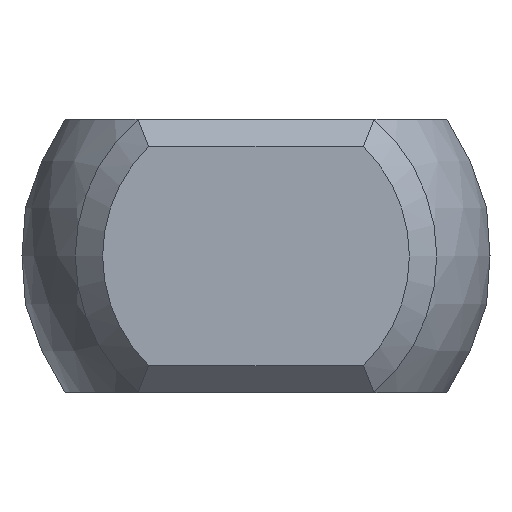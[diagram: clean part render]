
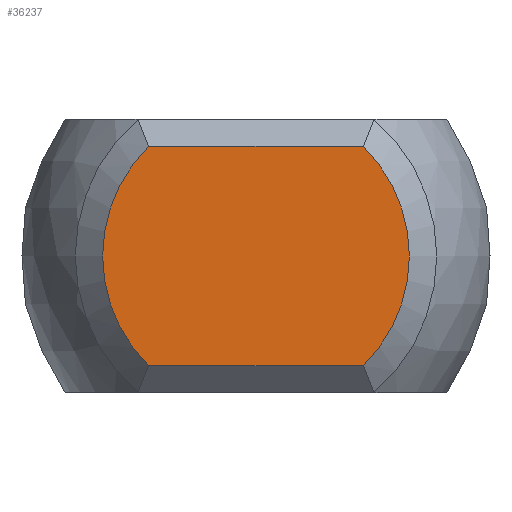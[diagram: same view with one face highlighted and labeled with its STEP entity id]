
A CAD part, left-side view. The second image highlights one B-rep face of the part: STEP entity #36237.
In plain terms, the highlighted planar face has unit normal (-1, 0, 0).
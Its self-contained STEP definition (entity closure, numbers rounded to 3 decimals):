
#33907 = PLANE('',#33908);
#33908 = AXIS2_PLACEMENT_3D('',#33909,#33910,#33911);
#33909 = CARTESIAN_POINT('',(-21.625,3.125,2.25));
#33910 = DIRECTION('',(0.707,0.,-0.707));
#33911 = DIRECTION('',(-0.707,0.,-0.707));
#35614 = EDGE_CURVE('',#35615,#35617,#35619,.T.);
#35615 = VERTEX_POINT('',#35616);
#35616 = CARTESIAN_POINT('',(-21.875,-1.96,-2.));
#35617 = VERTEX_POINT('',#35618);
#35618 = CARTESIAN_POINT('',(-21.875,-1.96,2.));
#35619 = SURFACE_CURVE('',#35620,(#35625,#35637),.PCURVE_S1.);
#35620 = CIRCLE('',#35621,2.8);
#35621 = AXIS2_PLACEMENT_3D('',#35622,#35623,#35624);
#35622 = CARTESIAN_POINT('',(-21.875,0.,0.));
#35623 = DIRECTION('',(-1.,0.,0.));
#35624 = DIRECTION('',(0.,-1.,0.));
#35625 = PCURVE('',#35626,#35631);
#35626 = CONICAL_SURFACE('',#35627,3.05,0.785);
#35627 = AXIS2_PLACEMENT_3D('',#35628,#35629,#35630);
#35628 = CARTESIAN_POINT('',(-21.625,0.,0.));
#35629 = DIRECTION('',(1.,0.,0.));
#35630 = DIRECTION('',(0.,-1.,0.));
#35631 = DEFINITIONAL_REPRESENTATION('',(#35632),#35636);
#35632 = LINE('',#35633,#35634);
#35633 = CARTESIAN_POINT('',(6.283,-0.25));
#35634 = VECTOR('',#35635,1.);
#35635 = DIRECTION('',(-1.,0.));
#35636 = ( GEOMETRIC_REPRESENTATION_CONTEXT(2) 
PARAMETRIC_REPRESENTATION_CONTEXT() REPRESENTATION_CONTEXT('2D SPACE',''
  ) );
#35637 = PCURVE('',#35638,#35643);
#35638 = PLANE('',#35639);
#35639 = AXIS2_PLACEMENT_3D('',#35640,#35641,#35642);
#35640 = CARTESIAN_POINT('',(-21.875,0.,0.));
#35641 = DIRECTION('',(1.,0.,0.));
#35642 = DIRECTION('',(0.,0.,-1.));
#35643 = DEFINITIONAL_REPRESENTATION('',(#35644),#35652);
#35644 = ( BOUNDED_CURVE() B_SPLINE_CURVE(2,(#35645,#35646,#35647,#35648
    ,#35649,#35650,#35651),.UNSPECIFIED.,.T.,.F.) 
B_SPLINE_CURVE_WITH_KNOTS((1,2,2,2,2,1),(-2.094,0.,
    2.094,4.189,6.283,8.378),
.UNSPECIFIED.) CURVE() GEOMETRIC_REPRESENTATION_ITEM() 
RATIONAL_B_SPLINE_CURVE((1.,0.5,1.,0.5,1.,0.5,1.)) REPRESENTATION_ITEM(
  '') );
#35645 = CARTESIAN_POINT('',(0.,-2.8));
#35646 = CARTESIAN_POINT('',(-4.85,-2.8));
#35647 = CARTESIAN_POINT('',(-2.425,1.4));
#35648 = CARTESIAN_POINT('',(0.,5.6));
#35649 = CARTESIAN_POINT('',(2.425,1.4));
#35650 = CARTESIAN_POINT('',(4.85,-2.8));
#35651 = CARTESIAN_POINT('',(0.,-2.8));
#35652 = ( GEOMETRIC_REPRESENTATION_CONTEXT(2) 
PARAMETRIC_REPRESENTATION_CONTEXT() REPRESENTATION_CONTEXT('2D SPACE',''
  ) );
#35670 = PLANE('',#35671);
#35671 = AXIS2_PLACEMENT_3D('',#35672,#35673,#35674);
#35672 = CARTESIAN_POINT('',(-21.625,-3.125,-2.25));
#35673 = DIRECTION('',(0.707,0.,0.707)
  );
#35674 = DIRECTION('',(0.707,0.,-0.707));
#35730 = EDGE_CURVE('',#35617,#35731,#35733,.T.);
#35731 = VERTEX_POINT('',#35732);
#35732 = CARTESIAN_POINT('',(-21.875,1.96,2.));
#35733 = SURFACE_CURVE('',#35734,(#35738,#35745),.PCURVE_S1.);
#35734 = LINE('',#35735,#35736);
#35735 = CARTESIAN_POINT('',(-21.875,3.125,2.));
#35736 = VECTOR('',#35737,1.);
#35737 = DIRECTION('',(0.,1.,0.));
#35738 = PCURVE('',#33907,#35739);
#35739 = DEFINITIONAL_REPRESENTATION('',(#35740),#35744);
#35740 = LINE('',#35741,#35742);
#35741 = CARTESIAN_POINT('',(0.354,0.));
#35742 = VECTOR('',#35743,1.);
#35743 = DIRECTION('',(0.,1.));
#35744 = ( GEOMETRIC_REPRESENTATION_CONTEXT(2) 
PARAMETRIC_REPRESENTATION_CONTEXT() REPRESENTATION_CONTEXT('2D SPACE',''
  ) );
#35745 = PCURVE('',#35638,#35746);
#35746 = DEFINITIONAL_REPRESENTATION('',(#35747),#35751);
#35747 = LINE('',#35748,#35749);
#35748 = CARTESIAN_POINT('',(-2.,3.125));
#35749 = VECTOR('',#35750,1.);
#35750 = DIRECTION('',(0.,1.));
#35751 = ( GEOMETRIC_REPRESENTATION_CONTEXT(2) 
PARAMETRIC_REPRESENTATION_CONTEXT() REPRESENTATION_CONTEXT('2D SPACE',''
  ) );
#35771 = CONICAL_SURFACE('',#35772,3.05,0.785);
#35772 = AXIS2_PLACEMENT_3D('',#35773,#35774,#35775);
#35773 = CARTESIAN_POINT('',(-21.625,0.,0.));
#35774 = DIRECTION('',(1.,0.,0.));
#35775 = DIRECTION('',(-0.,1.,0.));
#35785 = EDGE_CURVE('',#35731,#35786,#35788,.T.);
#35786 = VERTEX_POINT('',#35787);
#35787 = CARTESIAN_POINT('',(-21.875,1.96,-2.));
#35788 = SURFACE_CURVE('',#35789,(#35794,#35801),.PCURVE_S1.);
#35789 = CIRCLE('',#35790,2.8);
#35790 = AXIS2_PLACEMENT_3D('',#35791,#35792,#35793);
#35791 = CARTESIAN_POINT('',(-21.875,0.,0.));
#35792 = DIRECTION('',(-1.,0.,0.));
#35793 = DIRECTION('',(0.,1.,0.));
#35794 = PCURVE('',#35771,#35795);
#35795 = DEFINITIONAL_REPRESENTATION('',(#35796),#35800);
#35796 = LINE('',#35797,#35798);
#35797 = CARTESIAN_POINT('',(6.283,-0.25));
#35798 = VECTOR('',#35799,1.);
#35799 = DIRECTION('',(-1.,0.));
#35800 = ( GEOMETRIC_REPRESENTATION_CONTEXT(2) 
PARAMETRIC_REPRESENTATION_CONTEXT() REPRESENTATION_CONTEXT('2D SPACE',''
  ) );
#35801 = PCURVE('',#35638,#35802);
#35802 = DEFINITIONAL_REPRESENTATION('',(#35803),#35811);
#35803 = ( BOUNDED_CURVE() B_SPLINE_CURVE(2,(#35804,#35805,#35806,#35807
    ,#35808,#35809,#35810),.UNSPECIFIED.,.T.,.F.) 
B_SPLINE_CURVE_WITH_KNOTS((1,2,2,2,2,1),(-2.094,0.,
    2.094,4.189,6.283,8.378),
.UNSPECIFIED.) CURVE() GEOMETRIC_REPRESENTATION_ITEM() 
RATIONAL_B_SPLINE_CURVE((1.,0.5,1.,0.5,1.,0.5,1.)) REPRESENTATION_ITEM(
  '') );
#35804 = CARTESIAN_POINT('',(0.,2.8));
#35805 = CARTESIAN_POINT('',(4.85,2.8));
#35806 = CARTESIAN_POINT('',(2.425,-1.4));
#35807 = CARTESIAN_POINT('',(0.,-5.6));
#35808 = CARTESIAN_POINT('',(-2.425,-1.4));
#35809 = CARTESIAN_POINT('',(-4.85,2.8));
#35810 = CARTESIAN_POINT('',(0.,2.8));
#35811 = ( GEOMETRIC_REPRESENTATION_CONTEXT(2) 
PARAMETRIC_REPRESENTATION_CONTEXT() REPRESENTATION_CONTEXT('2D SPACE',''
  ) );
#35885 = EDGE_CURVE('',#35786,#35615,#35886,.T.);
#35886 = SURFACE_CURVE('',#35887,(#35891,#35898),.PCURVE_S1.);
#35887 = LINE('',#35888,#35889);
#35888 = CARTESIAN_POINT('',(-21.875,-3.125,-2.));
#35889 = VECTOR('',#35890,1.);
#35890 = DIRECTION('',(0.,-1.,0.));
#35891 = PCURVE('',#35670,#35892);
#35892 = DEFINITIONAL_REPRESENTATION('',(#35893),#35897);
#35893 = LINE('',#35894,#35895);
#35894 = CARTESIAN_POINT('',(-0.354,0.));
#35895 = VECTOR('',#35896,1.);
#35896 = DIRECTION('',(0.,-1.));
#35897 = ( GEOMETRIC_REPRESENTATION_CONTEXT(2) 
PARAMETRIC_REPRESENTATION_CONTEXT() REPRESENTATION_CONTEXT('2D SPACE',''
  ) );
#35898 = PCURVE('',#35638,#35899);
#35899 = DEFINITIONAL_REPRESENTATION('',(#35900),#35904);
#35900 = LINE('',#35901,#35902);
#35901 = CARTESIAN_POINT('',(2.,-3.125));
#35902 = VECTOR('',#35903,1.);
#35903 = DIRECTION('',(0.,-1.));
#35904 = ( GEOMETRIC_REPRESENTATION_CONTEXT(2) 
PARAMETRIC_REPRESENTATION_CONTEXT() REPRESENTATION_CONTEXT('2D SPACE',''
  ) );
#36237 = ADVANCED_FACE('',(#36238),#35638,.F.);
#36238 = FACE_BOUND('',#36239,.T.);
#36239 = EDGE_LOOP('',(#36240,#36241,#36242,#36243));
#36240 = ORIENTED_EDGE('',*,*,#35614,.T.);
#36241 = ORIENTED_EDGE('',*,*,#35730,.T.);
#36242 = ORIENTED_EDGE('',*,*,#35785,.T.);
#36243 = ORIENTED_EDGE('',*,*,#35885,.T.);
